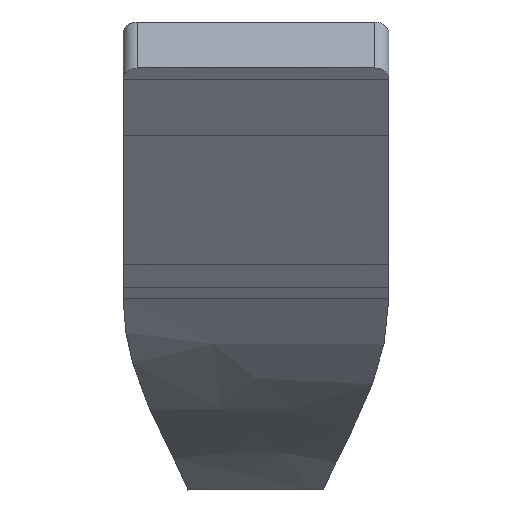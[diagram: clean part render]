
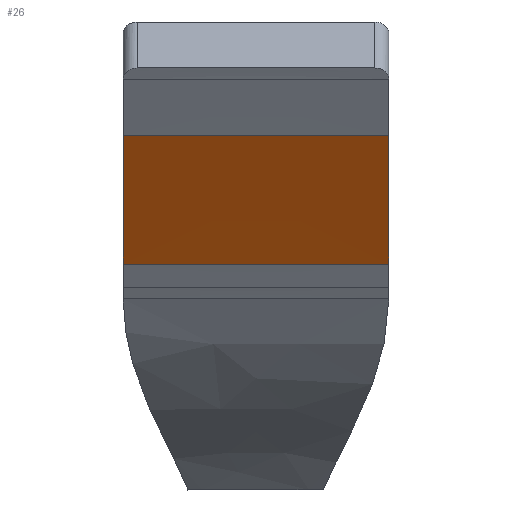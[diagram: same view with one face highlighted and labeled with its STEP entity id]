
A CAD part, top view. The second image highlights one B-rep face of the part: STEP entity #26.
In plain terms, the highlighted free-form (B-spline) face has degree [3, 3] with [4, 4] control points.
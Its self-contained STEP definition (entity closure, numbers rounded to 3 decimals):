
#26=ADVANCED_FACE('',(#59),#516,.T.);
#59=FACE_OUTER_BOUND('',#92,.T.);
#92=EDGE_LOOP('',(#163,#164,#165,#166));
#163=ORIENTED_EDGE('',*,*,#298,.F.);
#164=ORIENTED_EDGE('',*,*,#300,.F.);
#165=ORIENTED_EDGE('',*,*,#301,.T.);
#166=ORIENTED_EDGE('',*,*,#302,.F.);
#298=EDGE_CURVE('',#452,#461,#391,.T.);
#300=EDGE_CURVE('',#451,#452,#393,.T.);
#301=EDGE_CURVE('',#451,#462,#394,.T.);
#302=EDGE_CURVE('',#461,#462,#395,.T.);
#391=B_SPLINE_CURVE_WITH_KNOTS('',3,(#1450,#1451,#1452,#1453),
 .UNSPECIFIED.,.F.,.F.,(4,4),(0.,32.406),.UNSPECIFIED.);
#393=B_SPLINE_CURVE_WITH_KNOTS('',3,(#1458,#1459,#1460,#1461),
 .UNSPECIFIED.,.F.,.F.,(4,4),(3.854,25.28),
 .UNSPECIFIED.);
#394=B_SPLINE_CURVE_WITH_KNOTS('',3,(#1462,#1463,#1464,#1465),
 .UNSPECIFIED.,.F.,.F.,(4,4),(0.,32.406),.UNSPECIFIED.);
#395=B_SPLINE_CURVE_WITH_KNOTS('',3,(#1466,#1467,#1468,#1469),
 .UNSPECIFIED.,.F.,.F.,(4,4),(-25.28,-3.854),
 .UNSPECIFIED.);
#451=VERTEX_POINT('',#1283);
#452=VERTEX_POINT('',#1284);
#461=VERTEX_POINT('',#1293);
#462=VERTEX_POINT('',#1294);
#516=B_SPLINE_SURFACE_WITH_KNOTS('',3,3,((#867,#868,#869,#870),(#871,#872,
#873,#874),(#875,#876,#877,#878),(#879,#880,#881,#882)),.UNSPECIFIED.,.F.,
 .F.,.F.,(4,4),(4,4),(-32.406,0.),(-25.28,-3.854),
 .UNSPECIFIED.);
#867=CARTESIAN_POINT('',(18.003,16.246,47.762));
#868=CARTESIAN_POINT('',(18.003,10.461,43.574));
#869=CARTESIAN_POINT('',(18.003,4.674,39.388));
#870=CARTESIAN_POINT('',(18.003,-1.106,35.193));
#871=CARTESIAN_POINT('',(6.033,16.244,47.746));
#872=CARTESIAN_POINT('',(6.033,10.46,43.557));
#873=CARTESIAN_POINT('',(6.033,4.672,39.372));
#874=CARTESIAN_POINT('',(6.033,-1.108,35.177));
#875=CARTESIAN_POINT('',(-5.957,16.244,47.746));
#876=CARTESIAN_POINT('',(-5.957,10.46,43.557));
#877=CARTESIAN_POINT('',(-5.957,4.672,39.372));
#878=CARTESIAN_POINT('',(-5.957,-1.108,35.177));
#879=CARTESIAN_POINT('',(-17.928,16.246,47.762));
#880=CARTESIAN_POINT('',(-17.928,10.461,43.574));
#881=CARTESIAN_POINT('',(-17.928,4.674,39.388));
#882=CARTESIAN_POINT('',(-17.928,-1.106,35.193));
#1283=CARTESIAN_POINT('',(-17.928,-1.106,35.193));
#1284=CARTESIAN_POINT('',(-17.928,16.246,47.762));
#1293=CARTESIAN_POINT('',(18.003,16.246,47.762));
#1294=CARTESIAN_POINT('',(18.003,-1.106,35.193));
#1450=CARTESIAN_POINT('',(-17.928,16.246,47.762));
#1451=CARTESIAN_POINT('',(-5.957,16.244,47.746));
#1452=CARTESIAN_POINT('',(6.033,16.244,47.746));
#1453=CARTESIAN_POINT('',(18.003,16.246,47.762));
#1458=CARTESIAN_POINT('',(-17.928,-1.106,35.193));
#1459=CARTESIAN_POINT('',(-17.928,4.674,39.388));
#1460=CARTESIAN_POINT('',(-17.928,10.461,43.574));
#1461=CARTESIAN_POINT('',(-17.928,16.246,47.762));
#1462=CARTESIAN_POINT('',(-17.928,-1.106,35.193));
#1463=CARTESIAN_POINT('',(-5.957,-1.108,35.177));
#1464=CARTESIAN_POINT('',(6.033,-1.108,35.177));
#1465=CARTESIAN_POINT('',(18.003,-1.106,35.193));
#1466=CARTESIAN_POINT('',(18.003,16.246,47.762));
#1467=CARTESIAN_POINT('',(18.003,10.461,43.574));
#1468=CARTESIAN_POINT('',(18.003,4.674,39.388));
#1469=CARTESIAN_POINT('',(18.003,-1.106,35.193));
